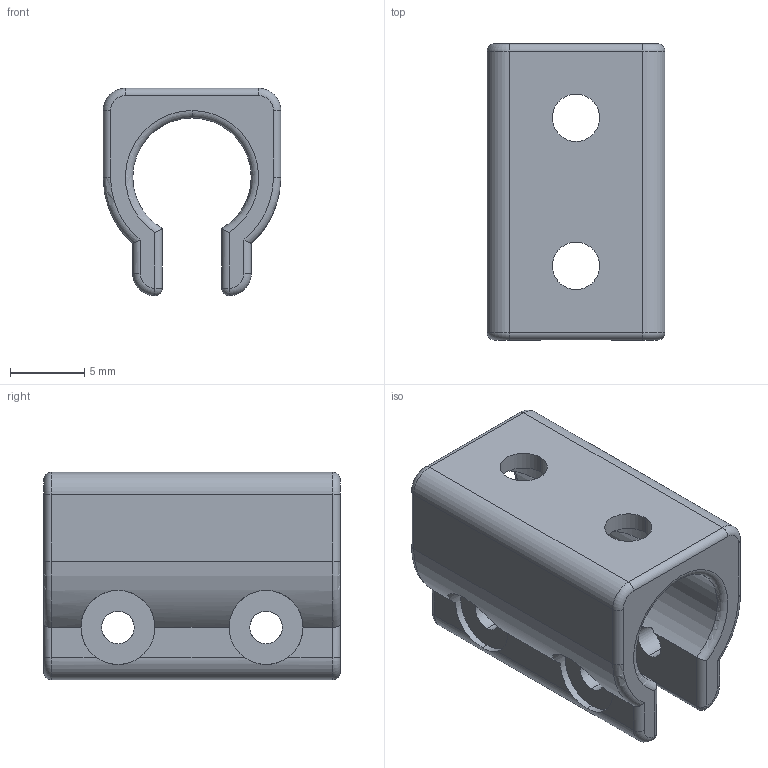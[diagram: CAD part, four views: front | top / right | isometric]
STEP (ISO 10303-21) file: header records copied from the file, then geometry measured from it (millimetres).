
FILE_DESCRIPTION (( 'STEP AP214' ), '1' );
FILE_NAME ('cableStrainReliefClamp.STEP', '2025-05-16T22:45:51', ( '' ), ( '' ), 'SwSTEP 2.0', 'SolidWorks 2024', '' );
FILE_SCHEMA (( 'AUTOMOTIVE_DESIGN' ));
Length unit declared in the file: millimetre
Products named in the file (1): cableStrainReliefClamp
Bounding box: 12 x 20 x 14 mm (x, y, z)
Volume: 1428.1 mm3; surface area: 1666.9 mm2
Topology: 1 solids, 1 shells, 82 faces, 214 edges, 128 vertices
Faces by surface type: cylinder 47, torus 16, plane 15, sphere 4
Entity records: 3733 total; most frequent: CARTESIAN_POINT 781, DIRECTION 446, ORIENTED_EDGE 420, EDGE_CURVE 210, AXIS2_PLACEMENT_3D 185, VERTEX_POINT 128, CIRCLE 102, EDGE_LOOP 92
